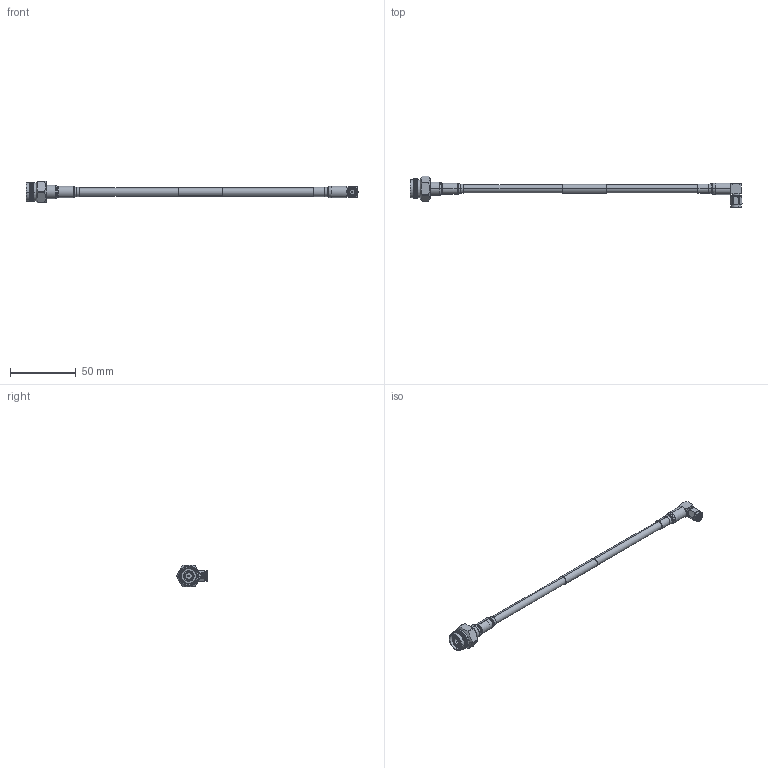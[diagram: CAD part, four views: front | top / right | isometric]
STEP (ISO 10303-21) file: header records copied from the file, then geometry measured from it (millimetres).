
FILE_DESCRIPTION (( 'STEP AP214' ), '1' );
FILE_NAME ('FMCA3192_3D.step', '2023-05-01T21:56:08', ( '' ), ( '' ), 'SwSTEP 2.0', 'SolidWorks 2022', '' );
FILE_SCHEMA (( 'AUTOMOTIVE_DESIGN' ));
Length unit declared in the file: inch
Products named in the file (6): TC-240-TM-X; EZ-240-SM-RA-X_Crimped; LMR-240_TNC_HEATSHRINK-FM; FMCA3192_3D; LMR-240-UF-FM_WITH LABEL; LMR-240_SMA_3-1HEATSHRINK
Assembly tree (5 placements, depth 2):
  FMCA3192_3D
    LMR-240-UF-FM_WITH LABEL
    TC-240-TM-X
    LMR-240_TNC_HEATSHRINK-FM
    EZ-240-SM-RA-X_Crimped
    LMR-240_SMA_3-1HEATSHRINK
Bounding box: 252.77 x 23.72 x 16.51 mm (x, y, z)
Volume: 10451.4 mm3; surface area: 11526.6 mm2
Topology: 8 solids, 8 shells, 1715 faces, 3937 edges, 2259 vertices
Faces by surface type: bspline 1054, cylinder 449, plane 115, cone 69, torus 28
Entity records: 70916 total; most frequent: CARTESIAN_POINT 44024, ORIENTED_EDGE 7874, EDGE_CURVE 3937, DIRECTION 2686, VERTEX_POINT 2259, EDGE_LOOP 1742, ADVANCED_FACE 1715, FACE_OUTER_BOUND 1715
